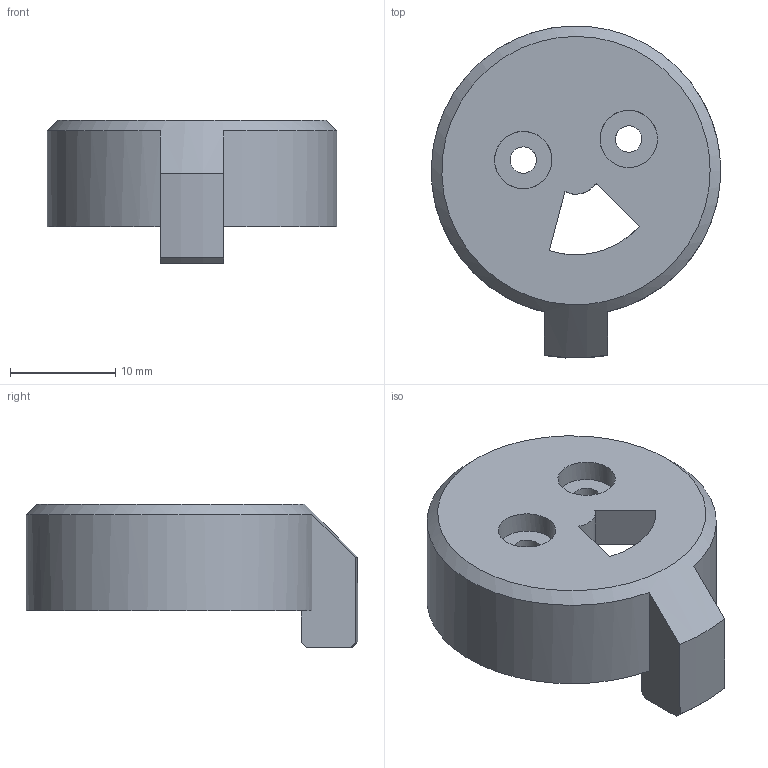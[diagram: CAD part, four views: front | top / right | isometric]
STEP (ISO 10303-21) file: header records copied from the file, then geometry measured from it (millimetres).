
FILE_DESCRIPTION(/* description */ (''),/* implementation_level */ '2;1');
FILE_NAME(/* name */ 'MP-04 switch_top',/* time_stamp */ '2025-01-14T18:54:09-08:00',/* author */ (''),/* organization */ (''),/* preprocessor_version */ 'ST-DEVELOPER v16.5',/* originating_system */ 'Rhino 7.37',/* authorisation */ '');
FILE_SCHEMA (('CONFIG_CONTROL_DESIGN'));
Length unit declared in the file: millimetre
Products named in the file (1): Document
Bounding box: 27.44 x 31.46 x 13.58 mm (x, y, z)
Volume: 3875.3 mm3; surface area: 2652.4 mm2
Topology: 1 solids, 1 shells, 27 faces, 61 edges, 40 vertices
Faces by surface type: plane 11, cylinder 8, bspline 8
Full cylindrical faces by diameter (mm): 2.5 x2, 5.441 x2, 19.32 x1
Entity records: 1187 total; most frequent: CARTESIAN_POINT 678, ORIENTED_EDGE 122, EDGE_CURVE 61, VERTEX_POINT 40, EDGE_LOOP 37, B_SPLINE_CURVE_WITH_KNOTS 34, ADVANCED_FACE 27, FACE_OUTER_BOUND 27
